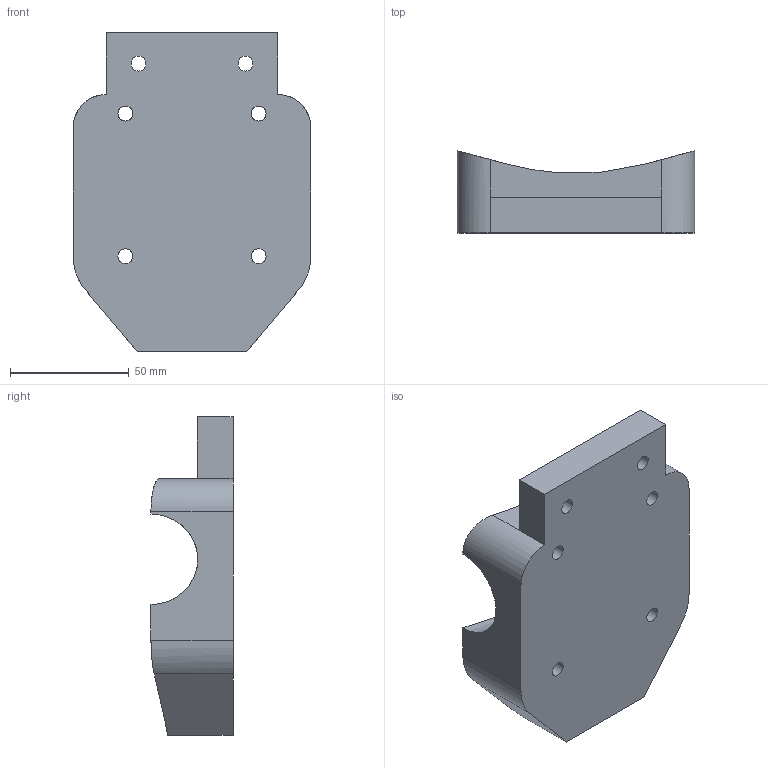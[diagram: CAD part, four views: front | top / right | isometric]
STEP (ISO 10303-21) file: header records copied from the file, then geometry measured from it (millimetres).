
FILE_DESCRIPTION(('FreeCAD Model'),'2;1');
FILE_NAME('Open CASCADE Shape Model','2025-10-25T19:09:11',(''),(''), 'Open CASCADE STEP processor 7.8','FreeCAD','Unknown');
FILE_SCHEMA(('AUTOMOTIVE_DESIGN { 1 0 10303 214 1 1 1 1 }'));
Length unit declared in the file: millimetre
Products named in the file (1): Back
Bounding box: 100 x 34.52 x 134 mm (x, y, z)
Volume: 221561.3 mm3; surface area: 39832.6 mm2
Topology: 1 solids, 1 shells, 35 faces, 105 edges, 68 vertices
Faces by surface type: cylinder 14, plane 11, bspline 9, torus 1
Full cylindrical faces by diameter (mm): 6.3 x6
Entity records: 5469 total; most frequent: CARTESIAN_POINT 4601, ORIENTED_EDGE 210, DIRECTION 123, EDGE_CURVE 105, VERTEX_POINT 68, B_SPLINE_CURVE_WITH_KNOTS 53, AXIS2_PLACEMENT_3D 45, FACE_BOUND 43
